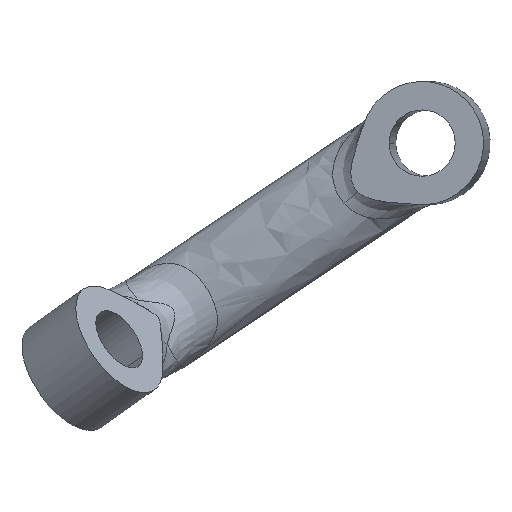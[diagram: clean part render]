
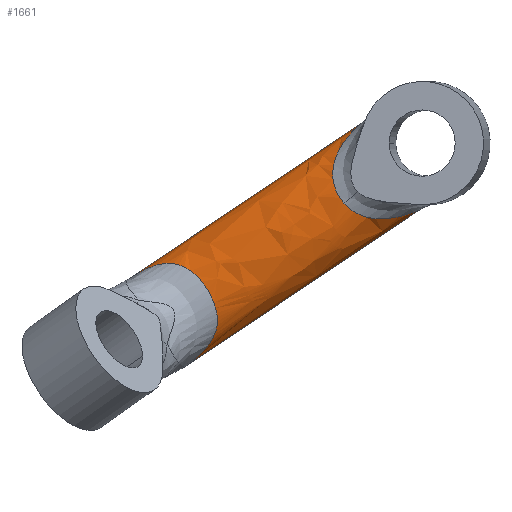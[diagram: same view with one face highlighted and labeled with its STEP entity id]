
A CAD part, front view. The second image highlights one B-rep face of the part: STEP entity #1661.
In plain terms, the highlighted face is a extrusion surface.
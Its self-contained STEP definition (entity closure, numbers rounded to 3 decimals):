
#398=DIRECTION('',(0.829,-0.073,0.555));
#399=VECTOR('',#398,14.83);
#400=CARTESIAN_POINT('',(-11.154,17.937,54.695));
#401=LINE('',#400,#399);
#437=CARTESIAN_POINT('',(1.139,16.862,62.922));
#438=CARTESIAN_POINT('',(1.137,16.837,62.922));
#439=CARTESIAN_POINT('',(1.123,16.786,62.917));
#440=CARTESIAN_POINT('',(1.067,16.705,62.896));
#441=CARTESIAN_POINT('',(0.972,16.622,62.858));
#442=CARTESIAN_POINT('',(0.841,16.539,62.806));
#443=CARTESIAN_POINT('',(0.675,16.455,62.744));
#444=CARTESIAN_POINT('',(0.477,16.367,62.676));
#445=CARTESIAN_POINT('',(0.243,16.275,62.604));
#446=CARTESIAN_POINT('',(-0.031,16.174,62.534));
#447=CARTESIAN_POINT('',(-0.312,16.077,62.48));
#448=CARTESIAN_POINT('',(-0.581,15.987,62.448));
#449=CARTESIAN_POINT('',(-0.859,15.897,62.435));
#450=CARTESIAN_POINT('',(-1.15,15.808,62.447));
#451=CARTESIAN_POINT('',(-1.442,15.724,62.489));
#452=CARTESIAN_POINT('',(-1.717,15.65,62.559));
#453=CARTESIAN_POINT('',(-1.964,15.591,62.65));
#454=CARTESIAN_POINT('',(-2.18,15.545,62.755));
#455=CARTESIAN_POINT('',(-2.369,15.511,62.87));
#456=CARTESIAN_POINT('',(-2.539,15.487,62.995));
#457=CARTESIAN_POINT('',(-2.696,15.471,63.133));
#458=CARTESIAN_POINT('',(-2.794,15.466,63.235));
#459=CARTESIAN_POINT('',(-2.841,15.465,63.289));
#461=CARTESIAN_POINT('',(-14.193,18.203,59.271));
#462=CARTESIAN_POINT('',(-14.085,18.142,59.347));
#463=CARTESIAN_POINT('',(-13.879,18.025,59.481));
#464=CARTESIAN_POINT('',(-13.615,17.878,59.636));
#465=CARTESIAN_POINT('',(-13.373,17.742,59.763));
#466=CARTESIAN_POINT('',(-13.138,17.609,59.872));
#467=CARTESIAN_POINT('',(-12.892,17.467,59.968));
#468=CARTESIAN_POINT('',(-12.644,17.322,60.043));
#469=CARTESIAN_POINT('',(-12.407,17.181,60.091));
#470=CARTESIAN_POINT('',(-12.188,17.049,60.113));
#471=CARTESIAN_POINT('',(-11.99,16.929,60.113));
#472=CARTESIAN_POINT('',(-11.762,16.793,60.088));
#473=CARTESIAN_POINT('',(-11.535,16.661,60.03));
#474=CARTESIAN_POINT('',(-11.328,16.545,59.95));
#475=CARTESIAN_POINT('',(-11.139,16.445,59.853));
#476=CARTESIAN_POINT('',(-10.93,16.343,59.719));
#477=CARTESIAN_POINT('',(-10.705,16.246,59.54));
#478=CARTESIAN_POINT('',(-10.467,16.161,59.307));
#479=CARTESIAN_POINT('',(-10.225,16.099,59.02));
#480=CARTESIAN_POINT('',(-9.976,16.075,58.651));
#481=CARTESIAN_POINT('',(-9.797,16.097,58.31));
#482=CARTESIAN_POINT('',(-9.667,16.146,57.994));
#483=CARTESIAN_POINT('',(-9.58,16.214,57.708));
#484=CARTESIAN_POINT('',(-9.529,16.293,57.454));
#485=CARTESIAN_POINT('',(-9.505,16.374,57.231));
#486=CARTESIAN_POINT('',(-9.502,16.466,57.011));
#487=CARTESIAN_POINT('',(-9.525,16.577,56.773));
#488=CARTESIAN_POINT('',(-9.577,16.696,56.543));
#489=CARTESIAN_POINT('',(-9.645,16.806,56.346));
#490=CARTESIAN_POINT('',(-9.736,16.923,56.148));
#491=CARTESIAN_POINT('',(-9.863,17.056,55.932));
#492=CARTESIAN_POINT('',(-10.019,17.196,55.717));
#493=CARTESIAN_POINT('',(-10.195,17.334,55.512));
#494=CARTESIAN_POINT('',(-10.374,17.46,55.33));
#495=CARTESIAN_POINT('',(-10.571,17.59,55.147));
#496=CARTESIAN_POINT('',(-10.813,17.74,54.944));
#497=CARTESIAN_POINT('',(-11.031,17.868,54.781));
#498=CARTESIAN_POINT('',(-11.154,17.937,54.695));
#500=DIRECTION('',(0.829,-0.073,0.555));
#501=VECTOR('',#500,14.83);
#502=CARTESIAN_POINT('',(-14.193,18.203,59.271));
#503=LINE('',#502,#501);
#504=CARTESIAN_POINT('',(-2.841,15.465,63.289));
#505=CARTESIAN_POINT('',(-2.895,15.464,63.351));
#506=CARTESIAN_POINT('',(-2.996,15.465,63.479));
#507=CARTESIAN_POINT('',(-3.126,15.48,63.685));
#508=CARTESIAN_POINT('',(-3.231,15.505,63.895));
#509=CARTESIAN_POINT('',(-3.316,15.541,64.119));
#510=CARTESIAN_POINT('',(-3.382,15.593,64.372));
#511=CARTESIAN_POINT('',(-3.422,15.664,64.66));
#512=CARTESIAN_POINT('',(-3.425,15.757,64.982));
#513=CARTESIAN_POINT('',(-3.378,15.873,65.334));
#514=CARTESIAN_POINT('',(-3.277,16.006,65.691));
#515=CARTESIAN_POINT('',(-3.138,16.135,66.01));
#516=CARTESIAN_POINT('',(-2.989,16.25,66.277));
#517=CARTESIAN_POINT('',(-2.839,16.354,66.503));
#518=CARTESIAN_POINT('',(-2.691,16.448,66.699));
#519=CARTESIAN_POINT('',(-2.548,16.536,66.87));
#520=CARTESIAN_POINT('',(-2.415,16.618,67.018));
#521=CARTESIAN_POINT('',(-2.292,16.695,67.145));
#522=CARTESIAN_POINT('',(-2.183,16.769,67.252));
#523=CARTESIAN_POINT('',(-2.089,16.841,67.34));
#524=CARTESIAN_POINT('',(-2.014,16.91,67.408));
#525=CARTESIAN_POINT('',(-1.955,16.979,67.458));
#526=CARTESIAN_POINT('',(-1.914,17.055,67.491));
#527=CARTESIAN_POINT('',(-1.903,17.103,67.498));
#528=CARTESIAN_POINT('',(-1.9,17.128,67.498));
#1179=VERTEX_POINT('',#461);
#1180=VERTEX_POINT('',#498);
#1200=VERTEX_POINT('',#437);
#1201=VERTEX_POINT('',#459);
#1204=VERTEX_POINT('',#528);
#1644=CARTESIAN_POINT('',(-12.673,18.07,56.983));
#1645=DIRECTION('',(0.829,-0.073,0.555));
#1646=DIRECTION('',(-0.553,0.048,0.832));
#1647=AXIS2_PLACEMENT_3D('',#1644,#1645,#1646);
#1649=DIRECTION('',(0.829,-0.073,0.555));
#1650=VECTOR('',#1649,1.);
#1651=SURFACE_OF_LINEAR_EXTRUSION('',#1648,#1650);
#1653=ORIENTED_EDGE('',*,*,#1652,.F.);
#1654=ORIENTED_EDGE('',*,*,#1418,.F.);
#1656=ORIENTED_EDGE('',*,*,#1655,.F.);
#1657=ORIENTED_EDGE('',*,*,#1414,.T.);
#1658=ORIENTED_EDGE('',*,*,#1634,.F.);
#1659=EDGE_LOOP('',(#1653,#1654,#1656,#1657,#1658));
#1660=FACE_OUTER_BOUND('',#1659,.F.);
#1661=ADVANCED_FACE('',(#1660),#1651,.T.);
#460=B_SPLINE_CURVE_WITH_KNOTS('',3,(#437,#438,#439,#440,#441,#442,#443,#444,
#445,#446,#447,#448,#449,#450,#451,#452,#453,#454,#455,#456,#457,#458,#459),
.UNSPECIFIED.,.F.,.F.,(4,1,1,1,1,1,1,1,1,1,1,1,1,1,1,1,1,1,1,1,4),(0.,0.05,
0.1,0.15,0.2,0.25,0.3,0.35,0.4,0.45,0.5,0.55,0.6,0.65,
0.7,0.75,0.8,0.85,0.9,0.95,1.),.UNSPECIFIED.);
#499=B_SPLINE_CURVE_WITH_KNOTS('',3,(#461,#462,#463,#464,#465,#466,#467,#468,
#469,#470,#471,#472,#473,#474,#475,#476,#477,#478,#479,#480,#481,#482,#483,#484,
#485,#486,#487,#488,#489,#490,#491,#492,#493,#494,#495,#496,#497,#498),
.UNSPECIFIED.,.F.,.F.,(4,1,1,1,1,1,1,1,1,1,1,1,1,1,1,1,1,1,1,1,1,1,1,1,1,1,1,1,
1,1,1,1,1,1,1,4),(0.,0.029,0.057,0.086,
0.114,0.143,0.171,0.2,0.229,
0.257,0.286,0.314,0.343,
0.371,0.4,0.429,0.457,0.486,
0.514,0.543,0.571,0.6,0.629,
0.657,0.686,0.714,0.743,
0.771,0.8,0.829,0.857,0.886,
0.914,0.943,0.971,1.),.UNSPECIFIED.);
#529=B_SPLINE_CURVE_WITH_KNOTS('',3,(#504,#505,#506,#507,#508,#509,#510,#511,
#512,#513,#514,#515,#516,#517,#518,#519,#520,#521,#522,#523,#524,#525,#526,#527,
#528),.UNSPECIFIED.,.F.,.F.,(4,1,1,1,1,1,1,1,1,1,1,1,1,1,1,1,1,1,1,1,1,1,4),(
0.,0.045,0.091,0.136,0.182,
0.227,0.273,0.318,0.364,
0.409,0.455,0.5,0.545,0.591,
0.636,0.682,0.727,0.773,
0.818,0.864,0.909,0.955,1.),
.UNSPECIFIED.);
#1414=EDGE_CURVE('',#1179,#1204,#503,.T.);
#1418=EDGE_CURVE('',#1180,#1200,#401,.T.);
#1634=EDGE_CURVE('',#1201,#1204,#529,.T.);
#1648=ELLIPSE('',#1647,2.75,1.75);
#1652=EDGE_CURVE('',#1200,#1201,#460,.T.);
#1655=EDGE_CURVE('',#1179,#1180,#499,.T.);
